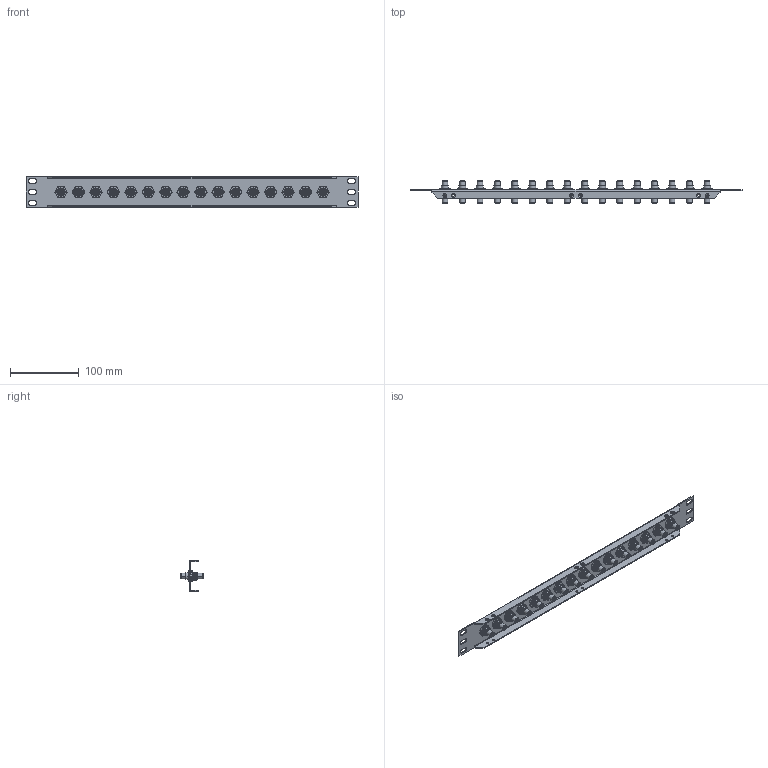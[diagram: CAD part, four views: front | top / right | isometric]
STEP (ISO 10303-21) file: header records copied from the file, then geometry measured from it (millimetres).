
FILE_DESCRIPTION (( 'STEP AP203' ), '1' );
FILE_NAME ('PR175RCA16.STEP', '2015-04-08T17:58:22', ( 'x' ), ( '' ), 'SwSTEP 2.0', 'SolidWorks 2014', '' );
FILE_SCHEMA (( 'CONFIG_CONTROL_DESIGN' ));
Length unit declared in the file: inch
Products named in the file (6): PR175-16BLK; BA400; 3AA03-005; 3AA02-008; PR175RCA16
Assembly tree (20 placements, depth 3):
  PR175RCA16
    PR175-16BLK
    BA400  x16
      BA400
      3AA03-005
      3AA02-008
Bounding box: 482.6 x 33.02 x 43.94 mm (x, y, z)
Volume: 82662.7 mm3; surface area: 99052.5 mm2
Topology: 49 solids, 49 shells, 3933 faces, 9992 edges, 6296 vertices
Faces by surface type: cylinder 1416, plane 1285, cone 1080, bspline 152
Entity records: 30556 total; most frequent: CARTESIAN_POINT 11160, ORIENTED_EDGE 4054, DIRECTION 3296, EDGE_CURVE 2027, LINE 1316, VERTEX_POINT 1316, VECTOR 1316, AXIS2_PLACEMENT_3D 990
